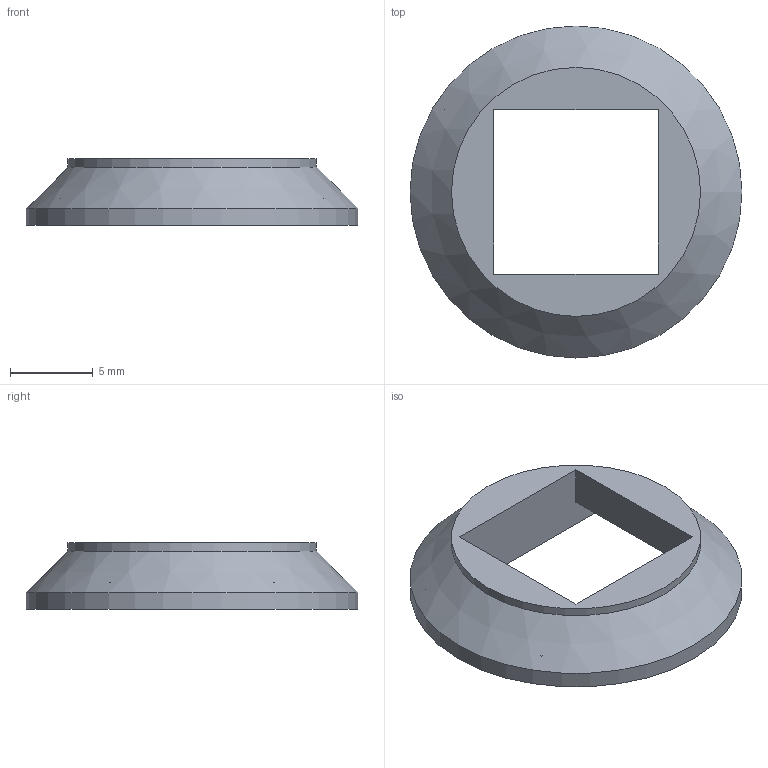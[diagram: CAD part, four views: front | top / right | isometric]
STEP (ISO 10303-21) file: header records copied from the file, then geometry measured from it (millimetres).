
FILE_DESCRIPTION(('Open CASCADE Model'),'2;1');
FILE_NAME('Open CASCADE Shape Model','2024-12-20T20:47:36',('Author'),( 'Open CASCADE'),'Open CASCADE STEP processor 7.7','Open CASCADE 7.7' ,'Unknown');
FILE_SCHEMA(('AUTOMOTIVE_DESIGN { 1 0 10303 214 1 1 1 1 }'));
Length unit declared in the file: millimetre
Products named in the file (1): COMPOUND
Bounding box: 20 x 20 x 4 mm (x, y, z)
Volume: 522.4 mm3; surface area: 752.9 mm2
Topology: 1 solids, 1 shells, 13 faces, 31 edges, 20 vertices
Faces by surface type: plane 10, cylinder 2, cone 1
Full cylindrical faces by diameter (mm): 15 x1, 20 x1
Entity records: 784 total; most frequent: CARTESIAN_POINT 133, DIRECTION 119, LINE 81, VECTOR 81, ORIENTED_EDGE 62, PCURVE 62, DEFINITIONAL_REPRESENTATION 62, EDGE_CURVE 31
